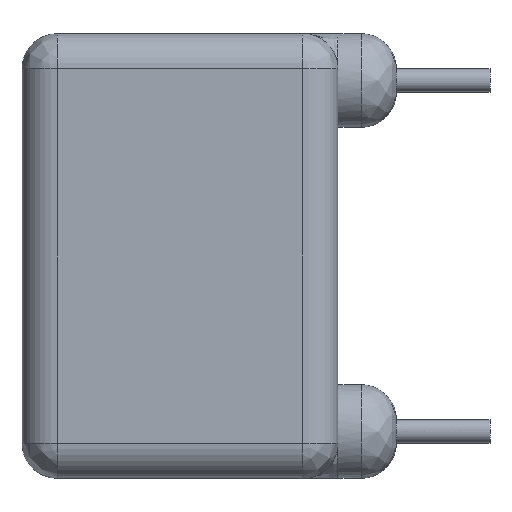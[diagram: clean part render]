
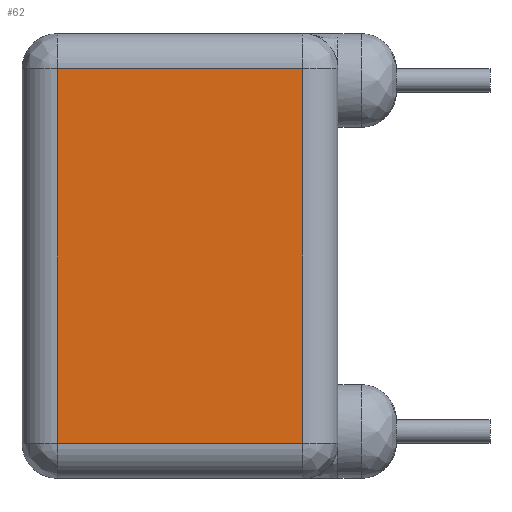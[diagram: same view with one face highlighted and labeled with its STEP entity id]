
A CAD part, left-side view. The second image highlights one B-rep face of the part: STEP entity #62.
In plain terms, the highlighted planar face has unit normal (-1, 0, 0).
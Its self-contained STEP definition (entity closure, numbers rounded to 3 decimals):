
#18 = ORIENTED_EDGE ( 'NONE', *, *, #759, .T. ) ;
#35 = CARTESIAN_POINT ( 'NONE',  ( -4., 12., 9.5 ) ) ;
#62 = ADVANCED_FACE ( 'NONE', ( #1804 ), #666, .T. ) ;
#168 = LINE ( 'NONE', #862, #1587 ) ;
#223 = DIRECTION ( 'NONE',  ( 0., 0., -1. ) ) ;
#299 = EDGE_CURVE ( 'NONE', #1428, #1981, #1447, .T. ) ;
#308 = CARTESIAN_POINT ( 'NONE',  ( -4., 1.5, 9.5 ) ) ;
#361 = VECTOR ( 'NONE', #223, 1000. ) ;
#503 = EDGE_LOOP ( 'NONE', ( #18, #950, #1403, #1086 ) ) ;
#512 = DIRECTION ( 'NONE',  ( 0., -1., 0. ) ) ;
#666 = PLANE ( 'NONE',  #2066 ) ;
#753 = CARTESIAN_POINT ( 'NONE',  ( -4., 12., 8. ) ) ;
#759 = EDGE_CURVE ( 'NONE', #1981, #2179, #168, .T. ) ;
#831 = DIRECTION ( 'NONE',  ( -1., 0., 0. ) ) ;
#862 = CARTESIAN_POINT ( 'NONE',  ( -4., 13.5, -8. ) ) ;
#881 = VECTOR ( 'NONE', #1888, 1000. ) ;
#919 = VERTEX_POINT ( 'NONE', #2274 ) ;
#938 = VECTOR ( 'NONE', #1372, 1000. ) ;
#950 = ORIENTED_EDGE ( 'NONE', *, *, #1250, .T. ) ;
#1086 = ORIENTED_EDGE ( 'NONE', *, *, #299, .T. ) ;
#1125 = CARTESIAN_POINT ( 'NONE',  ( -4., 12., -8. ) ) ;
#1250 = EDGE_CURVE ( 'NONE', #2179, #919, #1894, .T. ) ;
#1372 = DIRECTION ( 'NONE',  ( 0., 0., 1. ) ) ;
#1403 = ORIENTED_EDGE ( 'NONE', *, *, #2132, .T. ) ;
#1428 = VERTEX_POINT ( 'NONE', #753 ) ;
#1447 = LINE ( 'NONE', #35, #361 ) ;
#1587 = VECTOR ( 'NONE', #512, 1000. ) ;
#1651 = LINE ( 'NONE', #1826, #881 ) ;
#1804 = FACE_OUTER_BOUND ( 'NONE', #503, .T. ) ;
#1826 = CARTESIAN_POINT ( 'NONE',  ( -4., 13.5, 8. ) ) ;
#1888 = DIRECTION ( 'NONE',  ( 0., 1., 0. ) ) ;
#1894 = LINE ( 'NONE', #308, #938 ) ;
#1904 = DIRECTION ( 'NONE',  ( 0., 0., 1. ) ) ;
#1981 = VERTEX_POINT ( 'NONE', #1125 ) ;
#2027 = CARTESIAN_POINT ( 'NONE',  ( -4., 1.5, -8. ) ) ;
#2066 = AXIS2_PLACEMENT_3D ( 'NONE', #2084, #831, #1904 ) ;
#2084 = CARTESIAN_POINT ( 'NONE',  ( -4., 13.5, 9.5 ) ) ;
#2132 = EDGE_CURVE ( 'NONE', #919, #1428, #1651, .T. ) ;
#2179 = VERTEX_POINT ( 'NONE', #2027 ) ;
#2274 = CARTESIAN_POINT ( 'NONE',  ( -4., 1.5, 8. ) ) ;
